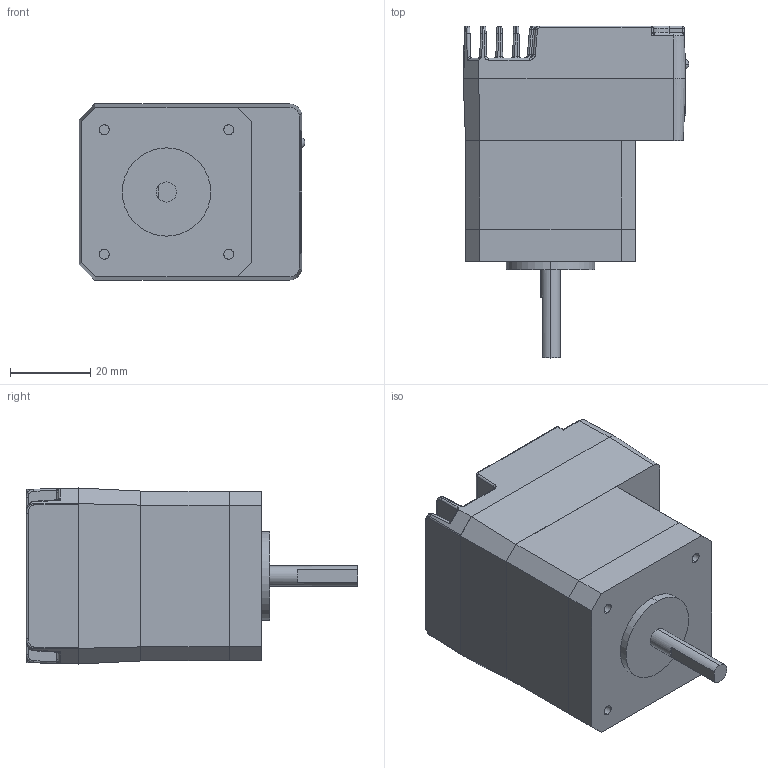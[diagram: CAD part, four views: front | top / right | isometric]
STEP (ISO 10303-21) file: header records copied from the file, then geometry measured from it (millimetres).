
FILE_DESCRIPTION (( 'STEP AP203' ), '1' );
FILE_NAME ('STM17R-2.STEP', '2010-09-10T03:10:27', ( 'User' ), ( 'Microsoft' ), 'SwSTEP 2.0', 'SolidWorks 2009', '' );
FILE_SCHEMA (( 'CONFIG_CONTROL_DESIGN' ));
Length unit declared in the file: millimetre
Products named in the file (23): STM17-R鎮湛傷裔; STM17-R鎮湛傷裔蚾饜极_Default; C-1-644488-1; 2_Default; ST7460DP_Default; C-63-XX_-08 (Bent for MMS-02-DH); C-63-XX_-07 (Bent for MMS-02-DH); STM17R-2; 17隅赽_Default; 17ヶ傷裔_Default; 17塑料马达端盖装配体; 17鎮湛臏粣創弅_Default; STM17-R(PCB)蚾饜极_Default; STM17-R(PCB); 电容; CHP-081TA; CHP-081TA(4PIN); MMS-104-02-X-DH; MMS-XX-D-XXX_FORMULA; L-967YVP-1E; STM17-R奻裔_Default
Assembly tree (27 placements, depth 4):
  C-63-XX_-08 (Bent for MMS-02-DH)
  STM17R-2
    17隅赽_Default
    STM17-R鎮湛傷裔蚾饜极_Default
      STM17-R鎮湛傷裔
      17鎮湛臏粣創弅_Default
    17塑料马达端盖装配体
      17鎮湛臏粣創弅_Default
    STM17-R(PCB)蚾饜极_Default
      STM17-R(PCB)
      电容
      CHP-081TA
      ST7460DP_Default  x4
      2_Default  x2
      MMS-104-02-X-DH
        MMS-XX-D-XXX_FORMULA
        C-63-XX_-07 (Bent for MMS-02-DH)  x2
        C-63-XX_-08 (Bent for MMS-02-DH)  x2
      C-1-644488-1
      L-967YVP-1E
      CHP-081TA(4PIN)
    17ヶ傷裔_Default
    STM17-R奻裔_Default
  C-63-XX_-07 (Bent for MMS-02-DH)
Bounding box: 56.19 x 82.6 x 43.82 mm (x, y, z)
Volume: 83873 mm3; surface area: 47437.3 mm2
Topology: 23 solids, 23 shells, 1751 faces, 4606 edges, 2927 vertices
Faces by surface type: plane 1217, cylinder 372, bspline 92, cone 36, sphere 21, torus 13
Entity records: 51709 total; most frequent: CARTESIAN_POINT 11034, ORIENTED_EDGE 8178, DIRECTION 7514, EDGE_CURVE 4089, VECTOR 3206, LINE 3206, VERTEX_POINT 2611, AXIS2_PLACEMENT_3D 2154
